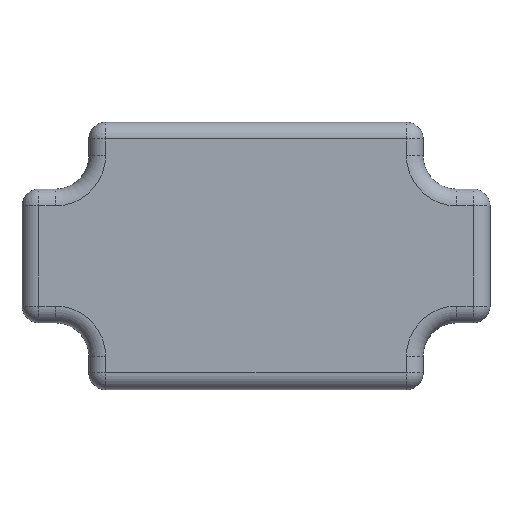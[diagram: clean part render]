
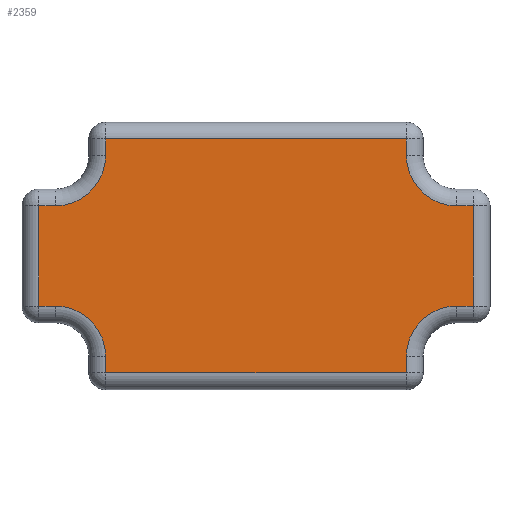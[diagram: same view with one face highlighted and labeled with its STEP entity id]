
A CAD part, top view. The second image highlights one B-rep face of the part: STEP entity #2359.
In plain terms, the highlighted planar face has unit normal (0, 0, 1).
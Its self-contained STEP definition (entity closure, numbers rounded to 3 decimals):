
#231=CIRCLE('',#2572,6.);
#240=CIRCLE('',#2587,6.);
#250=CIRCLE('',#2603,6.);
#260=CIRCLE('',#2619,6.);
#413=FACE_OUTER_BOUND('',#576,.T.);
#576=EDGE_LOOP('',(#2059,#2060,#2061,#2062,#2063,#2064,#2065,#2066,#2067,
#2068,#2069,#2070,#2071,#2072,#2073,#2074));
#715=LINE('',#4001,#899);
#718=LINE('',#4008,#902);
#720=LINE('',#4016,#904);
#722=LINE('',#4026,#906);
#723=LINE('',#4037,#907);
#726=LINE('',#4048,#910);
#728=LINE('',#4058,#912);
#729=LINE('',#4069,#913);
#732=LINE('',#4080,#916);
#734=LINE('',#4090,#918);
#735=LINE('',#4101,#919);
#738=LINE('',#4111,#922);
#899=VECTOR('',#3196,2.);
#902=VECTOR('',#3203,2.);
#904=VECTOR('',#3211,12.);
#906=VECTOR('',#3223,2.);
#907=VECTOR('',#3236,2.);
#910=VECTOR('',#3249,36.);
#912=VECTOR('',#3261,2.);
#913=VECTOR('',#3274,2.);
#916=VECTOR('',#3287,12.);
#918=VECTOR('',#3299,2.);
#919=VECTOR('',#3312,2.);
#922=VECTOR('',#3325,36.);
#1103=VERTEX_POINT('',#3989);
#1106=VERTEX_POINT('',#3994);
#1108=VERTEX_POINT('',#3999);
#1109=VERTEX_POINT('',#4004);
#1113=VERTEX_POINT('',#4014);
#1116=VERTEX_POINT('',#4024);
#1118=VERTEX_POINT('',#4029);
#1120=VERTEX_POINT('',#4035);
#1123=VERTEX_POINT('',#4046);
#1126=VERTEX_POINT('',#4056);
#1128=VERTEX_POINT('',#4061);
#1130=VERTEX_POINT('',#4067);
#1133=VERTEX_POINT('',#4078);
#1136=VERTEX_POINT('',#4088);
#1138=VERTEX_POINT('',#4093);
#1140=VERTEX_POINT('',#4099);
#1394=EDGE_CURVE('',#1106,#1103,#231,.T.);
#1396=EDGE_CURVE('',#1108,#1106,#715,.T.);
#1400=EDGE_CURVE('',#1103,#1109,#718,.T.);
#1404=EDGE_CURVE('',#1113,#1108,#720,.T.);
#1409=EDGE_CURVE('',#1116,#1113,#722,.T.);
#1411=EDGE_CURVE('',#1118,#1116,#240,.T.);
#1414=EDGE_CURVE('',#1120,#1118,#723,.T.);
#1420=EDGE_CURVE('',#1123,#1120,#726,.T.);
#1425=EDGE_CURVE('',#1126,#1123,#728,.T.);
#1427=EDGE_CURVE('',#1128,#1126,#250,.T.);
#1430=EDGE_CURVE('',#1130,#1128,#729,.T.);
#1436=EDGE_CURVE('',#1133,#1130,#732,.T.);
#1441=EDGE_CURVE('',#1136,#1133,#734,.T.);
#1443=EDGE_CURVE('',#1138,#1136,#260,.T.);
#1446=EDGE_CURVE('',#1140,#1138,#735,.T.);
#1452=EDGE_CURVE('',#1109,#1140,#738,.T.);
#2059=ORIENTED_EDGE('',*,*,#1394,.F.);
#2060=ORIENTED_EDGE('',*,*,#1396,.F.);
#2061=ORIENTED_EDGE('',*,*,#1404,.F.);
#2062=ORIENTED_EDGE('',*,*,#1409,.F.);
#2063=ORIENTED_EDGE('',*,*,#1411,.F.);
#2064=ORIENTED_EDGE('',*,*,#1414,.F.);
#2065=ORIENTED_EDGE('',*,*,#1420,.F.);
#2066=ORIENTED_EDGE('',*,*,#1425,.F.);
#2067=ORIENTED_EDGE('',*,*,#1427,.F.);
#2068=ORIENTED_EDGE('',*,*,#1430,.F.);
#2069=ORIENTED_EDGE('',*,*,#1436,.F.);
#2070=ORIENTED_EDGE('',*,*,#1441,.F.);
#2071=ORIENTED_EDGE('',*,*,#1443,.F.);
#2072=ORIENTED_EDGE('',*,*,#1446,.F.);
#2073=ORIENTED_EDGE('',*,*,#1452,.F.);
#2074=ORIENTED_EDGE('',*,*,#1400,.F.);
#2218=PLANE('',#2650);
#2359=ADVANCED_FACE('',(#413),#2218,.T.);
#2572=AXIS2_PLACEMENT_3D('',#3996,#3190,#3191);
#2587=AXIS2_PLACEMENT_3D('',#4031,#3228,#3229);
#2603=AXIS2_PLACEMENT_3D('',#4063,#3266,#3267);
#2619=AXIS2_PLACEMENT_3D('',#4095,#3304,#3305);
#2650=AXIS2_PLACEMENT_3D('',#4166,#3389,#3390);
#3190=DIRECTION('center_axis',(0.,0.,1.));
#3191=DIRECTION('ref_axis',(0.707,-0.707,0.));
#3196=DIRECTION('',(1.,0.,0.));
#3203=DIRECTION('',(0.,1.,0.));
#3211=DIRECTION('',(0.,1.,0.));
#3223=DIRECTION('',(-1.,0.,0.));
#3228=DIRECTION('center_axis',(0.,0.,1.));
#3229=DIRECTION('ref_axis',(0.707,0.707,0.));
#3236=DIRECTION('',(0.,1.,0.));
#3249=DIRECTION('',(-1.,0.,0.));
#3261=DIRECTION('',(0.,-1.,0.));
#3266=DIRECTION('center_axis',(0.,0.,1.));
#3267=DIRECTION('ref_axis',(-0.707,0.707,0.));
#3274=DIRECTION('',(-1.,0.,0.));
#3287=DIRECTION('',(0.,-1.,0.));
#3299=DIRECTION('',(1.,0.,0.));
#3304=DIRECTION('center_axis',(0.,0.,1.));
#3305=DIRECTION('ref_axis',(-0.707,-0.707,0.));
#3312=DIRECTION('',(0.,-1.,0.));
#3325=DIRECTION('',(1.,0.,0.));
#3389=DIRECTION('center_axis',(0.,0.,1.));
#3390=DIRECTION('ref_axis',(1.,0.,0.));
#3989=CARTESIAN_POINT('',(10.,28.,6.));
#3994=CARTESIAN_POINT('',(4.,22.,6.));
#3996=CARTESIAN_POINT('Origin',(4.,28.,6.));
#3999=CARTESIAN_POINT('',(2.,22.,6.));
#4001=CARTESIAN_POINT('',(16.,22.,6.));
#4004=CARTESIAN_POINT('',(10.,30.,6.));
#4008=CARTESIAN_POINT('',(10.,22.822,6.));
#4014=CARTESIAN_POINT('',(2.,10.,6.));
#4016=CARTESIAN_POINT('',(2.,18.822,6.));
#4024=CARTESIAN_POINT('',(4.,10.,6.));
#4026=CARTESIAN_POINT('',(15.,10.,6.));
#4029=CARTESIAN_POINT('',(10.,4.,6.));
#4031=CARTESIAN_POINT('Origin',(4.,4.,6.));
#4035=CARTESIAN_POINT('',(10.,2.,6.));
#4037=CARTESIAN_POINT('',(10.,9.822,6.));
#4046=CARTESIAN_POINT('',(46.,2.,6.));
#4048=CARTESIAN_POINT('',(19.,2.,6.));
#4056=CARTESIAN_POINT('',(46.,4.,6.));
#4058=CARTESIAN_POINT('',(46.,8.822,6.));
#4061=CARTESIAN_POINT('',(52.,10.,6.));
#4063=CARTESIAN_POINT('Origin',(52.,4.,6.));
#4067=CARTESIAN_POINT('',(54.,10.,6.));
#4069=CARTESIAN_POINT('',(40.,10.,6.));
#4078=CARTESIAN_POINT('',(54.,22.,6.));
#4080=CARTESIAN_POINT('',(54.,12.822,6.));
#4088=CARTESIAN_POINT('',(52.,22.,6.));
#4090=CARTESIAN_POINT('',(41.,22.,6.));
#4093=CARTESIAN_POINT('',(46.,28.,6.));
#4095=CARTESIAN_POINT('Origin',(52.,28.,6.));
#4099=CARTESIAN_POINT('',(46.,30.,6.));
#4101=CARTESIAN_POINT('',(46.,21.822,6.));
#4111=CARTESIAN_POINT('',(27.,30.,6.));
#4166=CARTESIAN_POINT('Origin',(28.,15.643,6.));
